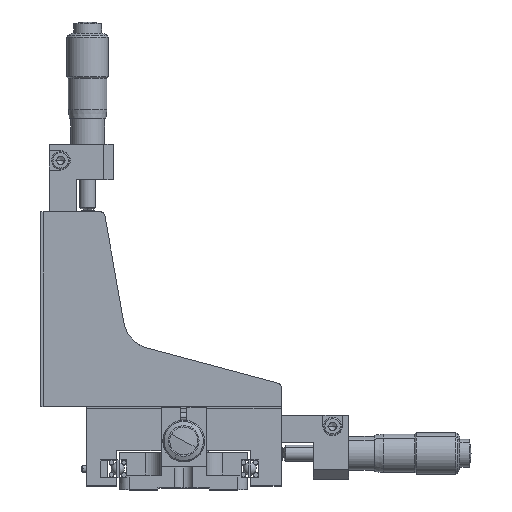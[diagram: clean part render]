
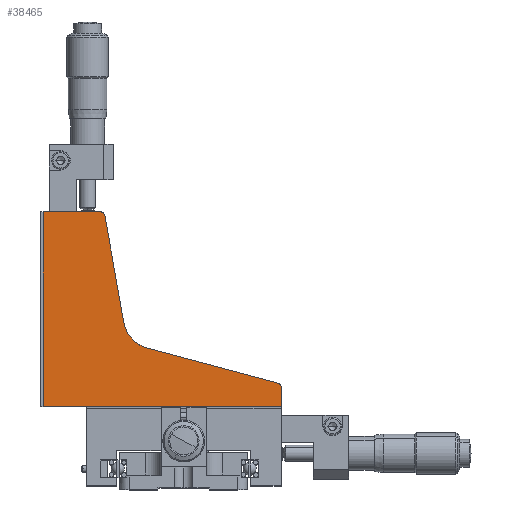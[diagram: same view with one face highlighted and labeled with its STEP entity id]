
A CAD part, top view. The second image highlights one B-rep face of the part: STEP entity #38465.
In plain terms, the highlighted planar face has unit normal (0, 0, 1).
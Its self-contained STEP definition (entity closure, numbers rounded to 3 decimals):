
#346 = CIRCLE ( 'NONE', #26091, 1.5 ) ;
#582 = EDGE_CURVE ( 'NONE', #37328, #17255, #4955, .T. ) ;
#809 = LINE ( 'NONE', #32130, #45559 ) ;
#1628 = VERTEX_POINT ( 'NONE', #29336 ) ;
#1681 = PLANE ( 'NONE',  #42682 ) ;
#2528 = VECTOR ( 'NONE', #45093, 1000. ) ;
#3808 = EDGE_CURVE ( 'NONE', #1628, #22983, #809, .T. ) ;
#3861 = DIRECTION ( 'NONE',  ( 1., 0., 0. ) ) ;
#4618 = ORIENTED_EDGE ( 'NONE', *, *, #16288, .T. ) ;
#4955 = LINE ( 'NONE', #9310, #20981 ) ;
#5669 = ORIENTED_EDGE ( 'NONE', *, *, #39771, .F. ) ;
#6569 = LINE ( 'NONE', #34190, #24243 ) ;
#7209 = CIRCLE ( 'NONE', #7723, 1.5 ) ;
#7723 = AXIS2_PLACEMENT_3D ( 'NONE', #13932, #38646, #14392 ) ;
#8872 = FACE_OUTER_BOUND ( 'NONE', #26822, .T. ) ;
#9310 = CARTESIAN_POINT ( 'NONE',  ( 30.3, 32.8, 30.25 ) ) ;
#10760 = ORIENTED_EDGE ( 'NONE', *, *, #30463, .T. ) ;
#11760 = LINE ( 'NONE', #44600, #38858 ) ;
#12058 = DIRECTION ( 'NONE',  ( -1., 0., 0. ) ) ;
#12818 = CARTESIAN_POINT ( 'NONE',  ( 30.3, 25.8, 30.25 ) ) ;
#13053 = LINE ( 'NONE', #34175, #2528 ) ;
#13531 = DIRECTION ( 'NONE',  ( -1., 0., 0. ) ) ;
#13932 = CARTESIAN_POINT ( 'NONE',  ( -25.959, 84.8, 30.25 ) ) ;
#14105 = VERTEX_POINT ( 'NONE', #12818 ) ;
#14263 = VERTEX_POINT ( 'NONE', #27132 ) ;
#14392 = DIRECTION ( 'NONE',  ( -1., 0., 0. ) ) ;
#16288 = EDGE_CURVE ( 'NONE', #37328, #29561, #39435, .T. ) ;
#16416 = EDGE_CURVE ( 'NONE', #29006, #14105, #11760, .T. ) ;
#17255 = VERTEX_POINT ( 'NONE', #42660 ) ;
#19012 = DIRECTION ( 'NONE',  ( 0., 0., -1. ) ) ;
#19627 = CARTESIAN_POINT ( 'NONE',  ( -43.7, 86.3, 30.25 ) ) ;
#19694 = DIRECTION ( 'NONE',  ( 0., 0., 1. ) ) ;
#20384 = CARTESIAN_POINT ( 'NONE',  ( -11.373, 43.966, 30.25 ) ) ;
#20457 = CARTESIAN_POINT ( 'NONE',  ( -24.481, 85.06, 30.25 ) ) ;
#20636 = ORIENTED_EDGE ( 'NONE', *, *, #16416, .F. ) ;
#20981 = VECTOR ( 'NONE', #41005, 1000. ) ;
#21580 = EDGE_CURVE ( 'NONE', #14105, #14263, #25644, .T. ) ;
#22795 = DIRECTION ( 'NONE',  ( -1., 0., 0. ) ) ;
#22983 = VERTEX_POINT ( 'NONE', #32014 ) ;
#24140 = CARTESIAN_POINT ( 'NONE',  ( -43.7, 25.8, 30.25 ) ) ;
#24143 = EDGE_CURVE ( 'NONE', #14263, #1628, #6569, .T. ) ;
#24243 = VECTOR ( 'NONE', #45850, 1000. ) ;
#25103 = AXIS2_PLACEMENT_3D ( 'NONE', #43998, #33642, #22795 ) ;
#25644 = LINE ( 'NONE', #24140, #43887 ) ;
#26091 = AXIS2_PLACEMENT_3D ( 'NONE', #40551, #19694, #44096 ) ;
#26822 = EDGE_LOOP ( 'NONE', ( #5669, #37983, #30704, #32228, #34329, #20636, #10760, #36368, #4618 ) ) ;
#27132 = CARTESIAN_POINT ( 'NONE',  ( -43.7, 25.8, 30.25 ) ) ;
#29006 = VERTEX_POINT ( 'NONE', #43746 ) ;
#29336 = CARTESIAN_POINT ( 'NONE',  ( -43.7, 86.3, 30.25 ) ) ;
#29561 = VERTEX_POINT ( 'NONE', #33345 ) ;
#30463 = EDGE_CURVE ( 'NONE', #29006, #17255, #346, .T. ) ;
#30704 = ORIENTED_EDGE ( 'NONE', *, *, #3808, .F. ) ;
#32014 = CARTESIAN_POINT ( 'NONE',  ( -25.959, 86.3, 30.25 ) ) ;
#32130 = CARTESIAN_POINT ( 'NONE',  ( -43.7, 86.3, 30.25 ) ) ;
#32228 = ORIENTED_EDGE ( 'NONE', *, *, #24143, .F. ) ;
#33345 = CARTESIAN_POINT ( 'NONE',  ( -18.632, 51.889, 30.25 ) ) ;
#33642 = DIRECTION ( 'NONE',  ( 0., 0., -1. ) ) ;
#34175 = CARTESIAN_POINT ( 'NONE',  ( -24.7, 86.3, 30.25 ) ) ;
#34190 = CARTESIAN_POINT ( 'NONE',  ( -43.7, 25.8, 30.25 ) ) ;
#34329 = ORIENTED_EDGE ( 'NONE', *, *, #21580, .F. ) ;
#36368 = ORIENTED_EDGE ( 'NONE', *, *, #582, .F. ) ;
#37328 = VERTEX_POINT ( 'NONE', #20384 ) ;
#37644 = DIRECTION ( 'NONE',  ( 0., -1., 0. ) ) ;
#37983 = ORIENTED_EDGE ( 'NONE', *, *, #38176, .T. ) ;
#38176 = EDGE_CURVE ( 'NONE', #41492, #22983, #7209, .T. ) ;
#38465 = ADVANCED_FACE ( 'NONE', ( #8872 ), #1681, .F. ) ;
#38646 = DIRECTION ( 'NONE',  ( 0., 0., 1. ) ) ;
#38858 = VECTOR ( 'NONE', #37644, 1000. ) ;
#39435 = CIRCLE ( 'NONE', #25103, 10. ) ;
#39771 = EDGE_CURVE ( 'NONE', #41492, #29561, #13053, .T. ) ;
#40551 = CARTESIAN_POINT ( 'NONE',  ( 28.8, 31.649, 30.25 ) ) ;
#41005 = DIRECTION ( 'NONE',  ( 0.966, -0.259, 0. ) ) ;
#41492 = VERTEX_POINT ( 'NONE', #20457 ) ;
#42660 = CARTESIAN_POINT ( 'NONE',  ( 29.188, 33.098, 30.25 ) ) ;
#42682 = AXIS2_PLACEMENT_3D ( 'NONE', #19627, #19012, #12058 ) ;
#43746 = CARTESIAN_POINT ( 'NONE',  ( 30.3, 31.649, 30.25 ) ) ;
#43887 = VECTOR ( 'NONE', #13531, 1000. ) ;
#43998 = CARTESIAN_POINT ( 'NONE',  ( -8.784, 53.625, 30.25 ) ) ;
#44096 = DIRECTION ( 'NONE',  ( -1., 0., 0. ) ) ;
#44600 = CARTESIAN_POINT ( 'NONE',  ( 30.3, 25.8, 30.25 ) ) ;
#45093 = DIRECTION ( 'NONE',  ( 0.174, -0.985, 0. ) ) ;
#45559 = VECTOR ( 'NONE', #3861, 1000. ) ;
#45850 = DIRECTION ( 'NONE',  ( 0., 1., 0. ) ) ;
